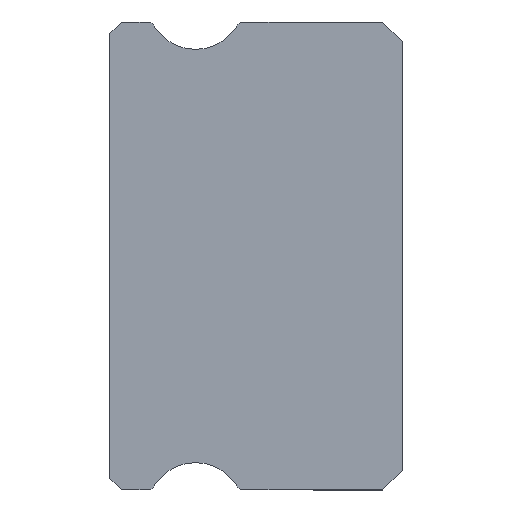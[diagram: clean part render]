
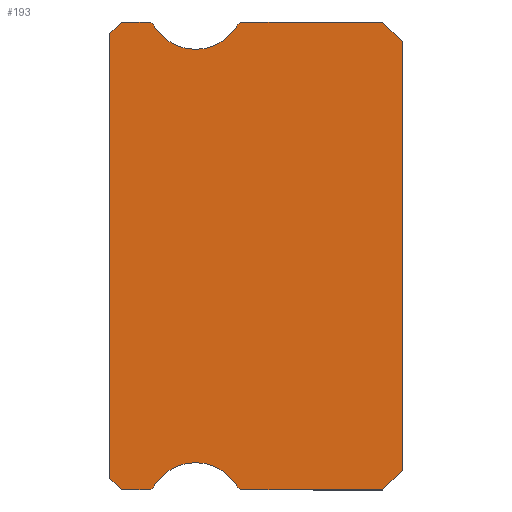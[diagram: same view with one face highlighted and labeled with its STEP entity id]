
A CAD part, left-side view. The second image highlights one B-rep face of the part: STEP entity #193.
In plain terms, the highlighted planar face has unit normal (-1, 0, 0).
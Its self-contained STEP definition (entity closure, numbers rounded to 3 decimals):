
#30 = DIRECTION ( 'NONE',  ( 0., 0., -1. ) ) ;
#36 = VERTEX_POINT ( 'NONE', #1193 ) ;
#50 = ORIENTED_EDGE ( 'NONE', *, *, #2612, .T. ) ;
#52 = ORIENTED_EDGE ( 'NONE', *, *, #81, .F. ) ;
#67 = DIRECTION ( 'NONE',  ( 0., -1., 0. ) ) ;
#81 = EDGE_CURVE ( 'NONE', #898, #1073, #1294, .T. ) ;
#107 = AXIS2_PLACEMENT_3D ( 'NONE', #2273, #2289, #2088 ) ;
#112 = EDGE_CURVE ( 'NONE', #2343, #799, #2681, .T. ) ;
#117 = AXIS2_PLACEMENT_3D ( 'NONE', #1377, #983, #768 ) ;
#139 = VERTEX_POINT ( 'NONE', #2338 ) ;
#191 = LINE ( 'NONE', #2030, #300 ) ;
#193 = ADVANCED_FACE ( 'NONE', ( #1536 ), #725, .F. ) ;
#207 = LINE ( 'NONE', #428, #2535 ) ;
#216 = VECTOR ( 'NONE', #2112, 1000. ) ;
#224 = CARTESIAN_POINT ( 'NONE',  ( -10., 6.512, 5.85 ) ) ;
#246 = LINE ( 'NONE', #2325, #216 ) ;
#258 = AXIS2_PLACEMENT_3D ( 'NONE', #2537, #1923, #2135 ) ;
#290 = EDGE_CURVE ( 'NONE', #2237, #36, #2374, .T. ) ;
#300 = VECTOR ( 'NONE', #631, 1000. ) ;
#303 = VECTOR ( 'NONE', #770, 1000. ) ;
#315 = CIRCLE ( 'NONE', #1918, 0.15 ) ;
#330 = LINE ( 'NONE', #1154, #2403 ) ;
#332 = CARTESIAN_POINT ( 'NONE',  ( -10., 0., 5.5 ) ) ;
#334 = VECTOR ( 'NONE', #2545, 1000. ) ;
#345 = DIRECTION ( 'NONE',  ( 0., 0., -1. ) ) ;
#361 = DIRECTION ( 'NONE',  ( 0., 0., 1. ) ) ;
#383 = CIRCLE ( 'NONE', #117, 0.15 ) ;
#386 = ORIENTED_EDGE ( 'NONE', *, *, #728, .F. ) ;
#395 = VERTEX_POINT ( 'NONE', #2040 ) ;
#428 = CARTESIAN_POINT ( 'NONE',  ( -10., 7.2, -6. ) ) ;
#479 = AXIS2_PLACEMENT_3D ( 'NONE', #638, #2491, #596 ) ;
#529 = LINE ( 'NONE', #2572, #1206 ) ;
#558 = VERTEX_POINT ( 'NONE', #891 ) ;
#567 = DIRECTION ( 'NONE',  ( 1., 0., 0. ) ) ;
#596 = DIRECTION ( 'NONE',  ( 0., 0., -1. ) ) ;
#607 = EDGE_CURVE ( 'NONE', #1804, #2126, #2168, .T. ) ;
#631 = DIRECTION ( 'NONE',  ( 0., 0.707, -0.707 ) ) ;
#632 = ORIENTED_EDGE ( 'NONE', *, *, #1644, .F. ) ;
#638 = CARTESIAN_POINT ( 'NONE',  ( -10., 6.512, -5.85 ) ) ;
#646 = CARTESIAN_POINT ( 'NONE',  ( -10., 6.512, -6. ) ) ;
#658 = CIRCLE ( 'NONE', #258, 1.25 ) ;
#686 = ORIENTED_EDGE ( 'NONE', *, *, #887, .F. ) ;
#715 = CARTESIAN_POINT ( 'NONE',  ( -10., 6.512, 6. ) ) ;
#725 = PLANE ( 'NONE',  #1544 ) ;
#728 = EDGE_CURVE ( 'NONE', #1073, #1883, #879, .T. ) ;
#750 = ORIENTED_EDGE ( 'NONE', *, *, #607, .T. ) ;
#766 = VERTEX_POINT ( 'NONE', #2390 ) ;
#768 = DIRECTION ( 'NONE',  ( 0., 0., -1. ) ) ;
#770 = DIRECTION ( 'NONE',  ( 0., 0.707, -0.707 ) ) ;
#799 = VERTEX_POINT ( 'NONE', #1882 ) ;
#830 = ORIENTED_EDGE ( 'NONE', *, *, #2534, .F. ) ;
#835 = EDGE_LOOP ( 'NONE', ( #750, #1816, #50, #1986, #2086, #2138, #830, #1453, #632, #2105, #2166, #686, #386, #52, #980, #1802, #1266 ) ) ;
#849 = CARTESIAN_POINT ( 'NONE',  ( -10., 7.2, -6. ) ) ;
#879 = CIRCLE ( 'NONE', #2372, 0.15 ) ;
#887 = EDGE_CURVE ( 'NONE', #1883, #558, #1938, .T. ) ;
#891 = CARTESIAN_POINT ( 'NONE',  ( -10., 0.5, 6. ) ) ;
#898 = VERTEX_POINT ( 'NONE', #2316 ) ;
#937 = VECTOR ( 'NONE', #1676, 1000. ) ;
#959 = AXIS2_PLACEMENT_3D ( 'NONE', #2034, #1011, #1404 ) ;
#973 = CARTESIAN_POINT ( 'NONE',  ( -10., 7.5, 5.7 ) ) ;
#980 = ORIENTED_EDGE ( 'NONE', *, *, #1076, .F. ) ;
#983 = DIRECTION ( 'NONE',  ( 1., 0., 0. ) ) ;
#1011 = DIRECTION ( 'NONE',  ( -1., 0., 0. ) ) ;
#1073 = VERTEX_POINT ( 'NONE', #1418 ) ;
#1076 = EDGE_CURVE ( 'NONE', #766, #898, #2081, .T. ) ;
#1129 = DIRECTION ( 'NONE',  ( 0., 0., -1. ) ) ;
#1154 = CARTESIAN_POINT ( 'NONE',  ( -10., 0.5, 6. ) ) ;
#1193 = CARTESIAN_POINT ( 'NONE',  ( -10., 0., 5.5 ) ) ;
#1206 = VECTOR ( 'NONE', #2520, 1000. ) ;
#1241 = DIRECTION ( 'NONE',  ( 1., 0., 0. ) ) ;
#1246 = CARTESIAN_POINT ( 'NONE',  ( -10., 4.088, 6. ) ) ;
#1266 = ORIENTED_EDGE ( 'NONE', *, *, #1945, .T. ) ;
#1277 = LINE ( 'NONE', #2094, #334 ) ;
#1278 = VERTEX_POINT ( 'NONE', #1904 ) ;
#1294 = CIRCLE ( 'NONE', #107, 1.25 ) ;
#1377 = CARTESIAN_POINT ( 'NONE',  ( -10., 4.088, -5.85 ) ) ;
#1397 = VERTEX_POINT ( 'NONE', #1973 ) ;
#1404 = DIRECTION ( 'NONE',  ( 0., 0., -1. ) ) ;
#1417 = DIRECTION ( 'NONE',  ( 0., -0.707, -0.707 ) ) ;
#1418 = CARTESIAN_POINT ( 'NONE',  ( -10., 4.217, 5.925 ) ) ;
#1445 = CARTESIAN_POINT ( 'NONE',  ( -10., 7.5, 5.7 ) ) ;
#1452 = CARTESIAN_POINT ( 'NONE',  ( -10., 0., -5.5 ) ) ;
#1453 = ORIENTED_EDGE ( 'NONE', *, *, #112, .F. ) ;
#1475 = CARTESIAN_POINT ( 'NONE',  ( -10., 6.383, -5.925 ) ) ;
#1481 = CARTESIAN_POINT ( 'NONE',  ( -10., 0.5, -6. ) ) ;
#1508 = CARTESIAN_POINT ( 'NONE',  ( -10., 7.2, 6. ) ) ;
#1536 = FACE_OUTER_BOUND ( 'NONE', #835, .T. ) ;
#1544 = AXIS2_PLACEMENT_3D ( 'NONE', #1546, #2348, #1129 ) ;
#1546 = CARTESIAN_POINT ( 'NONE',  ( -10., 6.512, 5.85 ) ) ;
#1644 = EDGE_CURVE ( 'NONE', #2237, #2343, #191, .T. ) ;
#1647 = CIRCLE ( 'NONE', #479, 0.15 ) ;
#1676 = DIRECTION ( 'NONE',  ( 0., 1., 0. ) ) ;
#1687 = EDGE_CURVE ( 'NONE', #1278, #2126, #246, .T. ) ;
#1740 = EDGE_CURVE ( 'NONE', #395, #2647, #658, .T. ) ;
#1802 = ORIENTED_EDGE ( 'NONE', *, *, #2665, .F. ) ;
#1804 = VERTEX_POINT ( 'NONE', #1508 ) ;
#1816 = ORIENTED_EDGE ( 'NONE', *, *, #1687, .F. ) ;
#1839 = EDGE_CURVE ( 'NONE', #558, #36, #330, .T. ) ;
#1876 = EDGE_CURVE ( 'NONE', #2647, #1397, #1647, .T. ) ;
#1882 = CARTESIAN_POINT ( 'NONE',  ( -10., 4.088, -6. ) ) ;
#1883 = VERTEX_POINT ( 'NONE', #1246 ) ;
#1904 = CARTESIAN_POINT ( 'NONE',  ( -10., 7.5, -5.7 ) ) ;
#1918 = AXIS2_PLACEMENT_3D ( 'NONE', #224, #1241, #30 ) ;
#1923 = DIRECTION ( 'NONE',  ( -1., 0., 0. ) ) ;
#1938 = LINE ( 'NONE', #715, #2201 ) ;
#1945 = EDGE_CURVE ( 'NONE', #139, #1804, #1277, .T. ) ;
#1973 = CARTESIAN_POINT ( 'NONE',  ( -10., 6.512, -6. ) ) ;
#1986 = ORIENTED_EDGE ( 'NONE', *, *, #2380, .T. ) ;
#2030 = CARTESIAN_POINT ( 'NONE',  ( -10., 0., -5.5 ) ) ;
#2034 = CARTESIAN_POINT ( 'NONE',  ( -10., 5.3, 6.55 ) ) ;
#2040 = CARTESIAN_POINT ( 'NONE',  ( -10., 4.217, -5.925 ) ) ;
#2081 = CIRCLE ( 'NONE', #959, 1.25 ) ;
#2086 = ORIENTED_EDGE ( 'NONE', *, *, #1876, .F. ) ;
#2088 = DIRECTION ( 'NONE',  ( 0., 0., -1. ) ) ;
#2094 = CARTESIAN_POINT ( 'NONE',  ( -10., 7.2, 6. ) ) ;
#2105 = ORIENTED_EDGE ( 'NONE', *, *, #290, .T. ) ;
#2112 = DIRECTION ( 'NONE',  ( 0., 0., 1. ) ) ;
#2126 = VERTEX_POINT ( 'NONE', #1445 ) ;
#2135 = DIRECTION ( 'NONE',  ( 0., 0., -1. ) ) ;
#2138 = ORIENTED_EDGE ( 'NONE', *, *, #1740, .F. ) ;
#2166 = ORIENTED_EDGE ( 'NONE', *, *, #1839, .F. ) ;
#2168 = LINE ( 'NONE', #973, #303 ) ;
#2201 = VECTOR ( 'NONE', #67, 1000. ) ;
#2208 = VERTEX_POINT ( 'NONE', #849 ) ;
#2237 = VERTEX_POINT ( 'NONE', #1452 ) ;
#2273 = CARTESIAN_POINT ( 'NONE',  ( -10., 5.3, 6.55 ) ) ;
#2289 = DIRECTION ( 'NONE',  ( -1., 0., 0. ) ) ;
#2316 = CARTESIAN_POINT ( 'NONE',  ( -10., 5.3, 5.3 ) ) ;
#2325 = CARTESIAN_POINT ( 'NONE',  ( -10., 7.5, 5.85 ) ) ;
#2338 = CARTESIAN_POINT ( 'NONE',  ( -10., 6.512, 6. ) ) ;
#2343 = VERTEX_POINT ( 'NONE', #1481 ) ;
#2348 = DIRECTION ( 'NONE',  ( 1., 0., 0. ) ) ;
#2372 = AXIS2_PLACEMENT_3D ( 'NONE', #2588, #567, #345 ) ;
#2374 = LINE ( 'NONE', #332, #2391 ) ;
#2380 = EDGE_CURVE ( 'NONE', #2208, #1397, #529, .T. ) ;
#2383 = DIRECTION ( 'NONE',  ( 0., -0.707, -0.707 ) ) ;
#2390 = CARTESIAN_POINT ( 'NONE',  ( -10., 6.383, 5.925 ) ) ;
#2391 = VECTOR ( 'NONE', #361, 1000. ) ;
#2403 = VECTOR ( 'NONE', #2383, 1000. ) ;
#2491 = DIRECTION ( 'NONE',  ( 1., 0., 0. ) ) ;
#2520 = DIRECTION ( 'NONE',  ( 0., -1., 0. ) ) ;
#2534 = EDGE_CURVE ( 'NONE', #799, #395, #383, .T. ) ;
#2535 = VECTOR ( 'NONE', #1417, 1000. ) ;
#2537 = CARTESIAN_POINT ( 'NONE',  ( -10., 5.3, -6.55 ) ) ;
#2545 = DIRECTION ( 'NONE',  ( 0., 1., 0. ) ) ;
#2572 = CARTESIAN_POINT ( 'NONE',  ( -10., 6.512, -6. ) ) ;
#2588 = CARTESIAN_POINT ( 'NONE',  ( -10., 4.088, 5.85 ) ) ;
#2612 = EDGE_CURVE ( 'NONE', #1278, #2208, #207, .T. ) ;
#2647 = VERTEX_POINT ( 'NONE', #1475 ) ;
#2665 = EDGE_CURVE ( 'NONE', #139, #766, #315, .T. ) ;
#2681 = LINE ( 'NONE', #646, #937 ) ;
